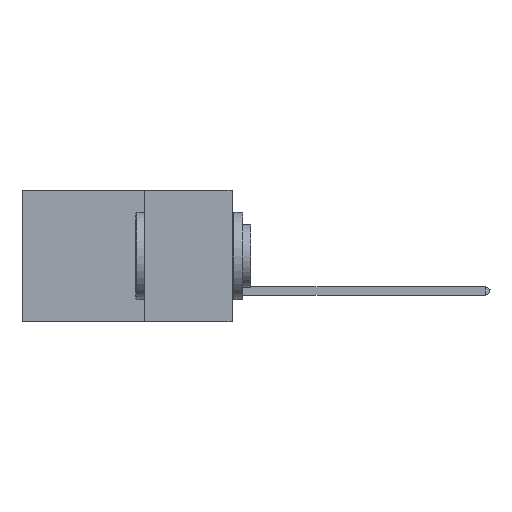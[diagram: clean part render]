
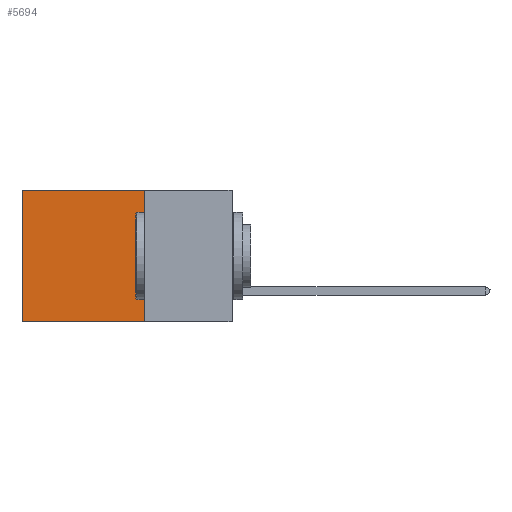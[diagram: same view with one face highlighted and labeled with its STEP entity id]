
A CAD part, left-side view. The second image highlights one B-rep face of the part: STEP entity #5694.
In plain terms, the highlighted planar face has unit normal (-1, 0, 0).
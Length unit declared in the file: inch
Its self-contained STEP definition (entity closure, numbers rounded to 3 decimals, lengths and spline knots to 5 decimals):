
#666 = LINE ( 'NONE', #17081, #18009 ) ;
#687 = DIRECTION ( 'NONE',  ( 0., 0., -1. ) ) ;
#939 = CARTESIAN_POINT ( 'NONE',  ( 0.2875, 0.25, -0.375 ) ) ;
#1028 = VERTEX_POINT ( 'NONE', #17840 ) ;
#1794 = LINE ( 'NONE', #939, #15758 ) ;
#2085 = DIRECTION ( 'NONE',  ( 0., 0., -1. ) ) ;
#2397 = VERTEX_POINT ( 'NONE', #17551 ) ;
#2842 = VECTOR ( 'NONE', #687, 39.37008 ) ;
#3600 = CARTESIAN_POINT ( 'NONE',  ( 0.2875, 0.25, -0.375 ) ) ;
#5279 = VERTEX_POINT ( 'NONE', #10825 ) ;
#5694 = ADVANCED_FACE ( 'NONE', ( #11250 ), #7757, .F. ) ;
#5816 = EDGE_CURVE ( 'NONE', #15405, #2397, #1794, .T. ) ;
#6683 = EDGE_LOOP ( 'NONE', ( #7773, #9098, #17036, #8202 ) ) ;
#7133 = LINE ( 'NONE', #9246, #2842 ) ;
#7757 = PLANE ( 'NONE',  #18286 ) ;
#7773 = ORIENTED_EDGE ( 'NONE', *, *, #13153, .T. ) ;
#8202 = ORIENTED_EDGE ( 'NONE', *, *, #13608, .T. ) ;
#8256 = CARTESIAN_POINT ( 'NONE',  ( 0.2875, 0.25, 0. ) ) ;
#9098 = ORIENTED_EDGE ( 'NONE', *, *, #5816, .F. ) ;
#9130 = DIRECTION ( 'NONE',  ( 1., 0., 0. ) ) ;
#9246 = CARTESIAN_POINT ( 'NONE',  ( 0.2875, 0.25, -0.375 ) ) ;
#9504 = DIRECTION ( 'NONE',  ( 0., 1., 0. ) ) ;
#9774 = DIRECTION ( 'NONE',  ( 0., 0., -1. ) ) ;
#10825 = CARTESIAN_POINT ( 'NONE',  ( 0.2875, 0.25, 0. ) ) ;
#11250 = FACE_OUTER_BOUND ( 'NONE', #6683, .T. ) ;
#13153 = EDGE_CURVE ( 'NONE', #1028, #2397, #666, .T. ) ;
#13608 = EDGE_CURVE ( 'NONE', #5279, #1028, #17750, .T. ) ;
#14556 = EDGE_CURVE ( 'NONE', #5279, #15405, #7133, .T. ) ;
#15284 = VECTOR ( 'NONE', #9504, 39.37008 ) ;
#15405 = VERTEX_POINT ( 'NONE', #16460 ) ;
#15758 = VECTOR ( 'NONE', #16887, 39.37008 ) ;
#16460 = CARTESIAN_POINT ( 'NONE',  ( 0.2875, 0.25, -0.375 ) ) ;
#16887 = DIRECTION ( 'NONE',  ( 0., 1., 0. ) ) ;
#17036 = ORIENTED_EDGE ( 'NONE', *, *, #14556, .F. ) ;
#17081 = CARTESIAN_POINT ( 'NONE',  ( 0.2875, 0.6, -0.375 ) ) ;
#17551 = CARTESIAN_POINT ( 'NONE',  ( 0.2875, 0.6, -0.375 ) ) ;
#17750 = LINE ( 'NONE', #8256, #15284 ) ;
#17840 = CARTESIAN_POINT ( 'NONE',  ( 0.2875, 0.6, 0. ) ) ;
#18009 = VECTOR ( 'NONE', #9774, 39.37008 ) ;
#18286 = AXIS2_PLACEMENT_3D ( 'NONE', #3600, #9130, #2085 ) ;
